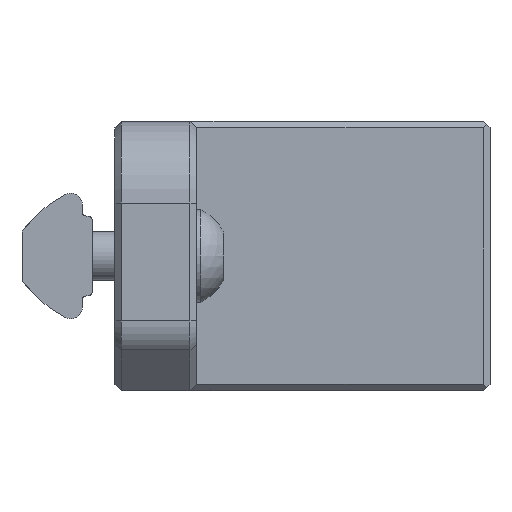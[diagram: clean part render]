
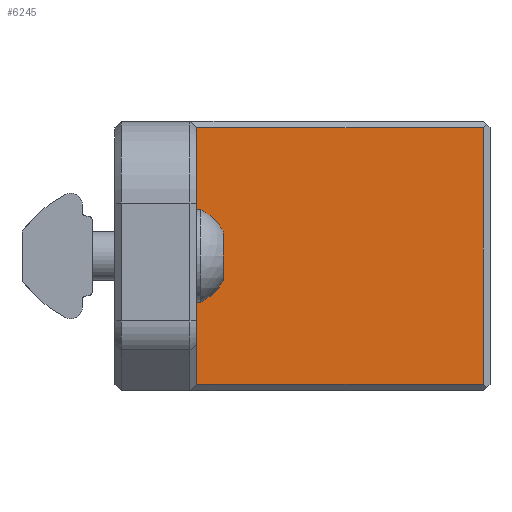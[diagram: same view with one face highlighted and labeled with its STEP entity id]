
A CAD part, front view. The second image highlights one B-rep face of the part: STEP entity #6245.
In plain terms, the highlighted planar face has unit normal (0, -1, 0).
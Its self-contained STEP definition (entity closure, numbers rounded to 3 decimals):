
#467=PLANE('',#6740);
#815=FACE_OUTER_BOUND('',#1191,.T.);
#1191=EDGE_LOOP('',(#5497,#5498,#5499,#5500));
#1735=LINE('',#11768,#2394);
#1774=LINE('',#11859,#2433);
#1775=LINE('',#11862,#2434);
#1776=LINE('',#11863,#2435);
#2394=VECTOR('',#8005,10.);
#2433=VECTOR('',#8086,10.);
#2434=VECTOR('',#8089,10.);
#2435=VECTOR('',#8090,10.);
#3082=VERTEX_POINT('',#11743);
#3088=VERTEX_POINT('',#11764);
#3119=VERTEX_POINT('',#11857);
#3120=VERTEX_POINT('',#11861);
#3889=EDGE_CURVE('',#3088,#3082,#1735,.T.);
#3935=EDGE_CURVE('',#3119,#3082,#1774,.T.);
#3936=EDGE_CURVE('',#3120,#3119,#1775,.T.);
#3937=EDGE_CURVE('',#3088,#3120,#1776,.T.);
#5497=ORIENTED_EDGE('',*,*,#3935,.F.);
#5498=ORIENTED_EDGE('',*,*,#3936,.F.);
#5499=ORIENTED_EDGE('',*,*,#3937,.F.);
#5500=ORIENTED_EDGE('',*,*,#3889,.T.);
#6245=ADVANCED_FACE('',(#815),#467,.T.);
#6740=AXIS2_PLACEMENT_3D('',#11860,#8087,#8088);
#8005=DIRECTION('',(0.,0.,-1.));
#8086=DIRECTION('',(-1.,0.,0.));
#8087=DIRECTION('center_axis',(0.,-1.,0.));
#8088=DIRECTION('ref_axis',(0.,0.,-1.));
#8089=DIRECTION('',(0.,0.,-1.));
#8090=DIRECTION('',(1.,0.,0.));
#11743=CARTESIAN_POINT('',(2.,38.208,7.522));
#11764=CARTESIAN_POINT('',(2.,38.208,23.222));
#11768=CARTESIAN_POINT('',(2.,38.208,15.372));
#11857=CARTESIAN_POINT('',(19.6,38.208,7.522));
#11859=CARTESIAN_POINT('',(2.55,38.208,7.522));
#11860=CARTESIAN_POINT('Origin',(8.1,38.208,15.372));
#11861=CARTESIAN_POINT('',(19.6,38.208,23.222));
#11862=CARTESIAN_POINT('',(19.6,38.208,11.247));
#11863=CARTESIAN_POINT('',(2.55,38.208,23.222));
